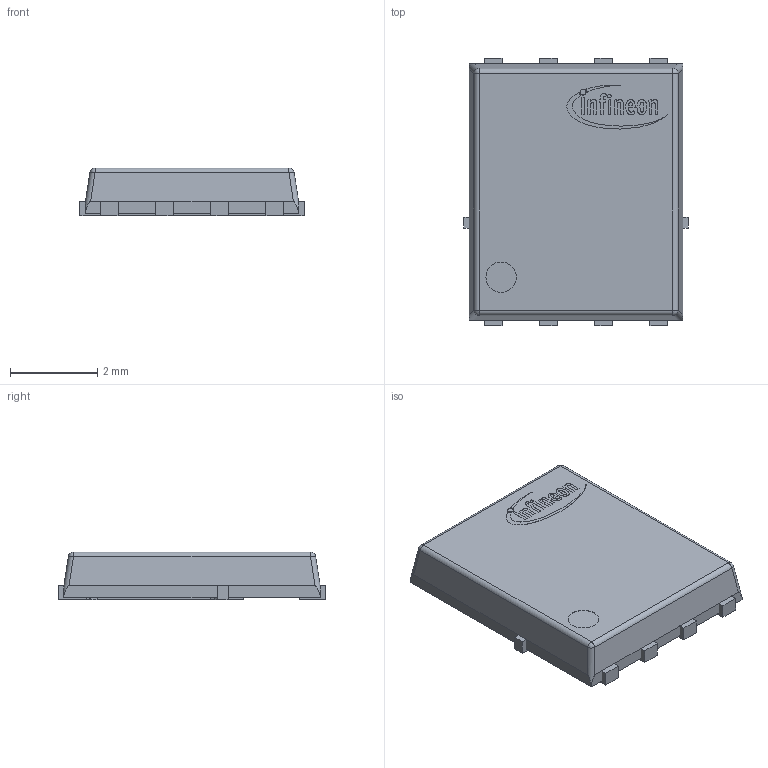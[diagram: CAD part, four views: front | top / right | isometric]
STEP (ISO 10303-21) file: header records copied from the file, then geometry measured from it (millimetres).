
FILE_DESCRIPTION(('FreeCAD Model'),'2;1');
FILE_NAME('Open CASCADE Shape Model','2024-02-13T23:56:06',('Author'),( ''),'Open CASCADE STEP processor 7.6','FreeCAD','Unknown');
FILE_SCHEMA(('AUTOMOTIVE_DESIGN { 1 0 10303 214 1 1 1 1 }'));
Length unit declared in the file: millimetre
Products named in the file (22): 1001; 1; 3005; 3; 3001; 3002; 3003; 3004; Infineon012; Infineon; Infineon001; Infineon002; Infineon003; Infineon004; Infineon005; Infineon006; Infineon007; Infineon008; Infineon009; Infineon010; Infineon011; circle
Assembly tree (21 placements, depth 3):
  1001
    1
    3005
      3
      3001
      3002
      3003
      3004
    Infineon012
      Infineon
      Infineon001
      Infineon002
      Infineon003
      Infineon004
      Infineon005
      Infineon006
      Infineon007
      Infineon008
      Infineon009
      Infineon010
      Infineon011
    circle
Bounding box: 5.15 x 6.15 x 1.1 mm (x, y, z)
Volume: 34.6 mm3; surface area: 121.5 mm2
Topology: 19 solids, 19 shells, 241 faces, 597 edges, 394 vertices
Faces by surface type: plane 148, bspline 74, cylinder 15, sphere 4
Full cylindrical faces by diameter (mm): 0.7 x1
Entity records: 8021 total; most frequent: CARTESIAN_POINT 2168, ORIENTED_EDGE 1194, DIRECTION 897, EDGE_CURVE 597, LINE 415, VECTOR 415, VERTEX_POINT 394, FACE_BOUND 245
